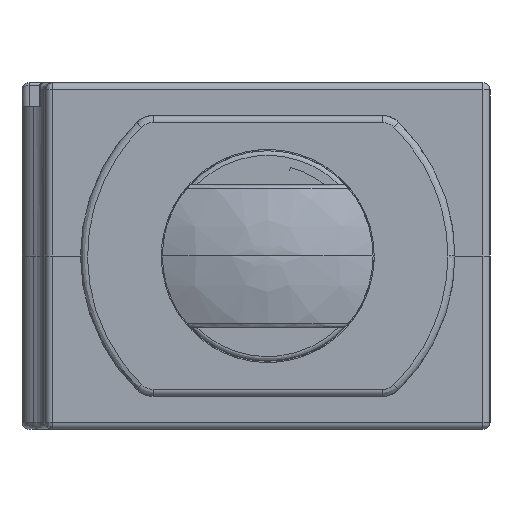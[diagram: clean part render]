
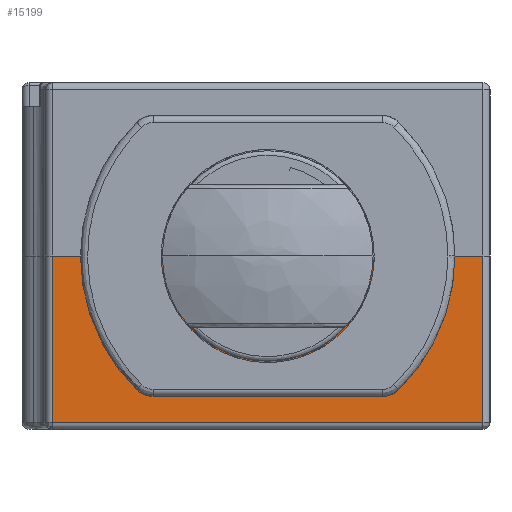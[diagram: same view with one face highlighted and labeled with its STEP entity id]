
A CAD part, left-side view. The second image highlights one B-rep face of the part: STEP entity #15199.
In plain terms, the highlighted planar face has unit normal (-1, 0, 0).
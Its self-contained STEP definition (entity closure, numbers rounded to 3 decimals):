
#800 = DIRECTION ( 'NONE',  ( 0., 1., 0. ) ) ;
#806 = CARTESIAN_POINT ( 'NONE',  ( -15.527, 4.331, -21.4 ) ) ;
#814 = CARTESIAN_POINT ( 'NONE',  ( -15.527, -5.369, -24.95 ) ) ;
#818 = DIRECTION ( 'NONE',  ( 0., 0., -1. ) ) ;
#822 = CARTESIAN_POINT ( 'NONE',  ( -15.527, 13.031, -24.95 ) ) ;
#838 = DIRECTION ( 'NONE',  ( 0., 0., 1. ) ) ;
#863 = DIRECTION ( 'NONE',  ( 0., -1., 0. ) ) ;
#875 = CARTESIAN_POINT ( 'NONE',  ( -15.527, 3.831, -28.5 ) ) ;
#1236 = FACE_OUTER_BOUND ( 'NONE', #4336, .T. ) ;
#1729 = LINE ( 'NONE', #806, #1757 ) ;
#1757 = VECTOR ( 'NONE', #800, 1000. ) ;
#1789 = VECTOR ( 'NONE', #863, 1000. ) ;
#1790 = LINE ( 'NONE', #875, #1789 ) ;
#1795 = LINE ( 'NONE', #822, #1796 ) ;
#1796 = VECTOR ( 'NONE', #818, 1000. ) ;
#1803 = LINE ( 'NONE', #814, #1816 ) ;
#1816 = VECTOR ( 'NONE', #838, 1000. ) ;
#3566 = ORIENTED_EDGE ( 'NONE', *, *, #13937, .T. ) ;
#3579 = ORIENTED_EDGE ( 'NONE', *, *, #13954, .T. ) ;
#3592 = ORIENTED_EDGE ( 'NONE', *, *, #13927, .T. ) ;
#3593 = ORIENTED_EDGE ( 'NONE', *, *, #13940, .T. ) ;
#4336 = EDGE_LOOP ( 'NONE', ( #3592, #3593, #3579, #3566 ) ) ;
#6003 = CARTESIAN_POINT ( 'NONE',  ( -15.527, 13.031, -28.5 ) ) ;
#6036 = CARTESIAN_POINT ( 'NONE',  ( -15.527, -5.369, -28.5 ) ) ;
#6065 = CARTESIAN_POINT ( 'NONE',  ( -15.527, 13.031, -21.4 ) ) ;
#6108 = CARTESIAN_POINT ( 'NONE',  ( -15.527, -5.369, -21.4 ) ) ;
#6889 = VERTEX_POINT ( 'NONE', #6003 ) ;
#6916 = VERTEX_POINT ( 'NONE', #6036 ) ;
#6979 = VERTEX_POINT ( 'NONE', #6065 ) ;
#7006 = VERTEX_POINT ( 'NONE', #6108 ) ;
#12426 = AXIS2_PLACEMENT_3D ( 'NONE', #15925, #15934, #15919 ) ;
#13927 = EDGE_CURVE ( 'NONE', #7006, #6979, #1729, .T. ) ;
#13937 = EDGE_CURVE ( 'NONE', #6916, #7006, #1803, .T. ) ;
#13940 = EDGE_CURVE ( 'NONE', #6979, #6889, #1795, .T. ) ;
#13954 = EDGE_CURVE ( 'NONE', #6889, #6916, #1790, .T. ) ;
#15199 = ADVANCED_FACE ( 'NONE', ( #1236 ), #15929, .T. ) ;
#15919 = DIRECTION ( 'NONE',  ( 0., 0., 1. ) ) ;
#15925 = CARTESIAN_POINT ( 'NONE',  ( -15.527, -5.369, -28.5 ) ) ;
#15929 = PLANE ( 'NONE',  #12426 ) ;
#15934 = DIRECTION ( 'NONE',  ( -1., 0., 0. ) ) ;
